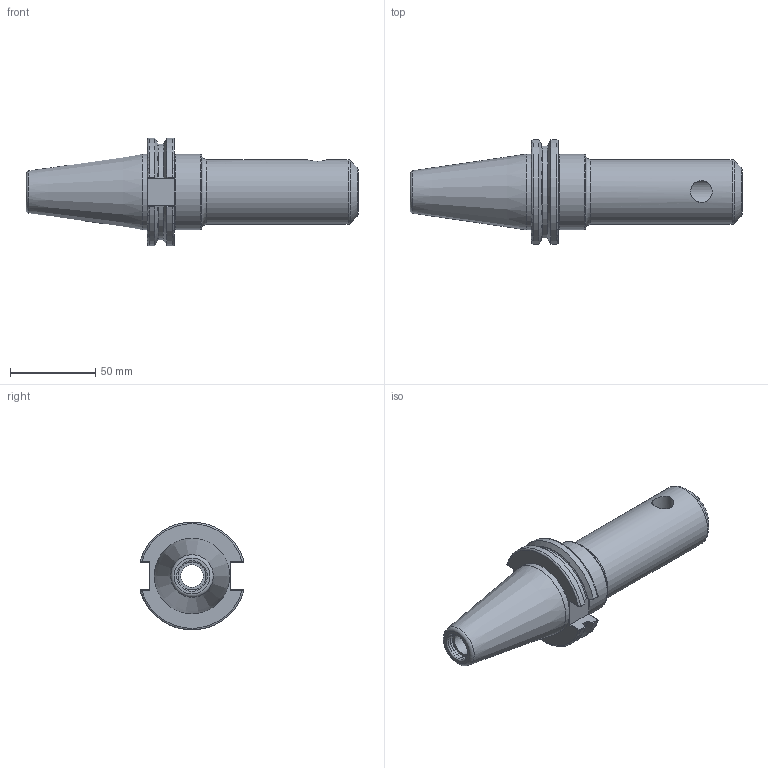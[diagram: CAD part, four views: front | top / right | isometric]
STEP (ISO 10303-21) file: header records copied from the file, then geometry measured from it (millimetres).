
FILE_DESCRIPTION(/* description */ (''),/* implementation_level */ '2;1');
FILE_NAME(/* name */ 'CAT40-EM062-0500.stp',/* time_stamp */ '2019-07-16T11:10:36-05:00',/* author */ ('ldfli'),/* organization */ ('Pioneer N.A.'),/* preprocessor_version */ 'ST-DEVELOPER v18',/* originating_system */ 'Autodesk Inventor LT',/* authorisation */ '');
FILE_SCHEMA (('AUTOMOTIVE_DESIGN { 1 0 10303 214 3 1 1 }'));
Length unit declared in the file: millimetre
Products named in the file (1): CAT40-EM062-0500
Bounding box: 195.25 x 61.14 x 63.31 mm (x, y, z)
Volume: 206347.8 mm3; surface area: 38446.9 mm2
Topology: 1 solids, 1 shells, 91 faces, 261 edges, 177 vertices
Faces by surface type: plane 34, torus 17, cylinder 16, bspline 16, cone 8
Full cylindrical faces by diameter (mm): 10 x1, 12.751 x1, 13.386 x1, 15.875 x1, 16.3 x1, 16.8 x1, 16.88 x1, 38.1 x1, 44.45 x2
Entity records: 3846 total; most frequent: CARTESIAN_POINT 1493, ORIENTED_EDGE 520, DIRECTION 449, EDGE_CURVE 260, VERTEX_POINT 177, AXIS2_PLACEMENT_3D 175, EDGE_LOOP 101, CIRCLE 99
